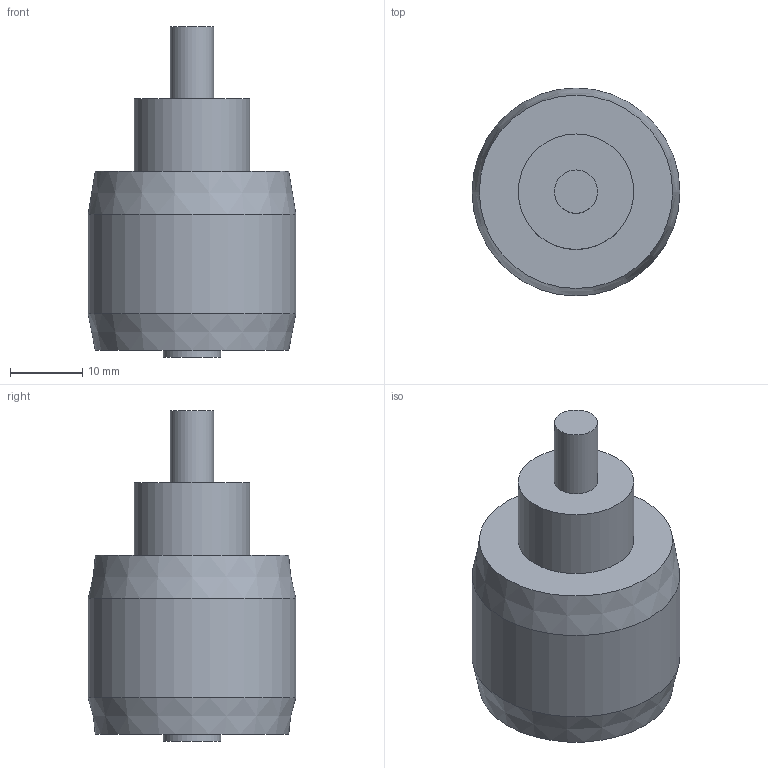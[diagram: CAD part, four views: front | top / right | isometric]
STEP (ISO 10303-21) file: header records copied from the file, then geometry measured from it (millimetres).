
FILE_DESCRIPTION(/* description */ (''),/* implementation_level */ '2;1');
FILE_NAME(/* name */ 'AT2310_spec_race.step',/* time_stamp */ '2021-11-10T08:24:48+01:00',/* author */ (''),/* organization */ (''),/* preprocessor_version */ 'ST-DEVELOPER v18.1',/* originating_system */ 'Autodesk Translation Framework v10.10.0.1391',/* authorisation */ '');
FILE_SCHEMA (('AUTOMOTIVE_DESIGN { 1 0 10303 214 3 1 1 }'));
Length unit declared in the file: millimetre
Products named in the file (2): (Nicht gespeichert); Motor_AT2310
Assembly tree (1 placements, depth 2):
  (Nicht gespeichert)
    Motor_AT2310
Bounding box: 28.8 x 28.8 x 45.8 mm (x, y, z)
Volume: 17871.9 mm3; surface area: 4258.2 mm2
Topology: 1 solids, 1 shells, 19 faces, 28 edges, 18 vertices
Faces by surface type: plane 9, cylinder 8, cone 2
Full cylindrical faces by diameter (mm): 3 x4, 6 x1, 8 x1, 16 x1, 28.8 x1
Entity records: 505 total; most frequent: DIRECTION 92, CARTESIAN_POINT 69, ORIENTED_EDGE 56, AXIS2_PLACEMENT_3D 41, EDGE_CURVE 28, EDGE_LOOP 26, FACE_OUTER_BOUND 19, ADVANCED_FACE 19
